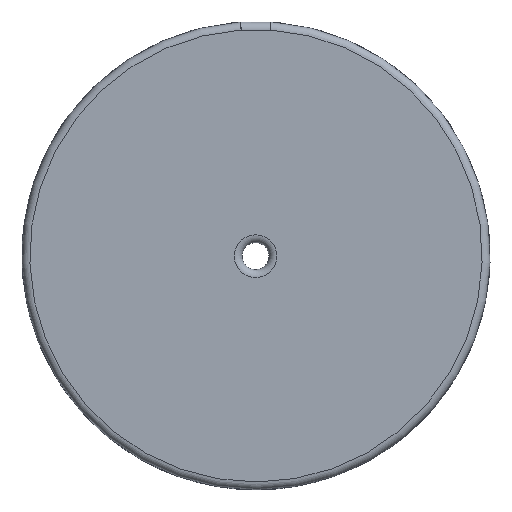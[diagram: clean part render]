
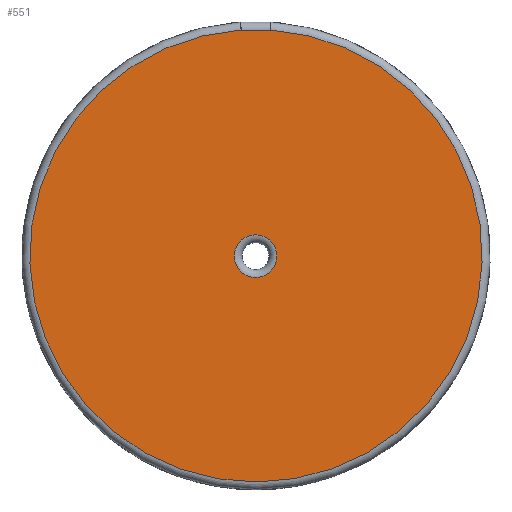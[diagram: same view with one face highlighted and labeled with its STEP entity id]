
A CAD part, front view. The second image highlights one B-rep face of the part: STEP entity #551.
In plain terms, the highlighted planar face has unit normal (0, -1, 0).
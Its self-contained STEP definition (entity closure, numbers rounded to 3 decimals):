
#65=FACE_BOUND('',#165,.T.);
#68=LINE('',#842,#93);
#93=VECTOR('',#683,10.);
#118=PLANE('',#606);
#126=FACE_OUTER_BOUND('',#164,.T.);
#164=EDGE_LOOP('',(#378,#379,#380));
#165=EDGE_LOOP('',(#381));
#204=CIRCLE('',#603,2.7);
#207=CIRCLE('',#607,28.6);
#208=CIRCLE('',#608,1.);
#239=VERTEX_POINT('',#832);
#241=VERTEX_POINT('',#838);
#242=VERTEX_POINT('',#839);
#243=VERTEX_POINT('',#841);
#289=EDGE_CURVE('',#239,#239,#204,.T.);
#292=EDGE_CURVE('',#241,#242,#207,.T.);
#293=EDGE_CURVE('',#243,#241,#68,.T.);
#294=EDGE_CURVE('',#242,#243,#208,.T.);
#378=ORIENTED_EDGE('',*,*,#292,.F.);
#379=ORIENTED_EDGE('',*,*,#293,.F.);
#380=ORIENTED_EDGE('',*,*,#294,.F.);
#381=ORIENTED_EDGE('',*,*,#289,.F.);
#551=ADVANCED_FACE('',(#126,#65),#118,.F.);
#603=AXIS2_PLACEMENT_3D('',#833,#673,#674);
#606=AXIS2_PLACEMENT_3D('',#837,#679,#680);
#607=AXIS2_PLACEMENT_3D('',#840,#681,#682);
#608=AXIS2_PLACEMENT_3D('',#843,#684,#685);
#673=DIRECTION('center_axis',(0.,-1.,0.));
#674=DIRECTION('ref_axis',(0.,0.,-1.));
#679=DIRECTION('center_axis',(0.,1.,0.));
#680=DIRECTION('ref_axis',(1.,0.,0.));
#681=DIRECTION('center_axis',(0.,1.,0.));
#682=DIRECTION('ref_axis',(0.019,0.,-1.));
#683=DIRECTION('',(1.,0.,0.));
#684=DIRECTION('center_axis',(0.,-1.,0.));
#685=DIRECTION('ref_axis',(-1.,0.,0.));
#832=CARTESIAN_POINT('',(-0.052,0.,-2.752));
#833=CARTESIAN_POINT('Origin',(-0.052,0.,-0.052));
#837=CARTESIAN_POINT('Origin',(0.,0.,0.));
#838=CARTESIAN_POINT('',(1.838,0.,28.541));
#839=CARTESIAN_POINT('',(-1.932,0.,28.535));
#840=CARTESIAN_POINT('Origin',(0.,0.,0.));
#841=CARTESIAN_POINT('',(-1.87,0.,28.541));
#842=CARTESIAN_POINT('',(-0.033,0.,28.541));
#843=CARTESIAN_POINT('Origin',(-2.,0.,29.532));
